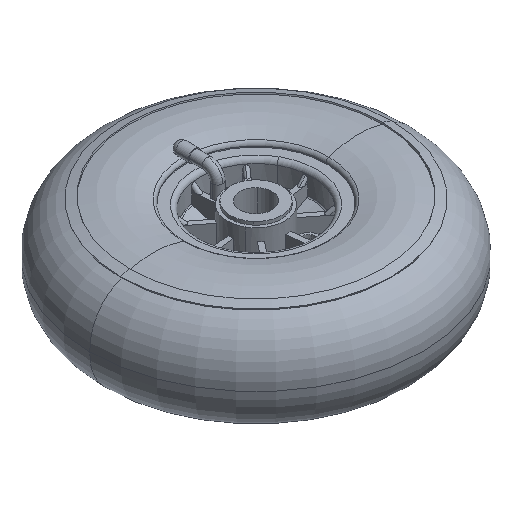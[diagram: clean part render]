
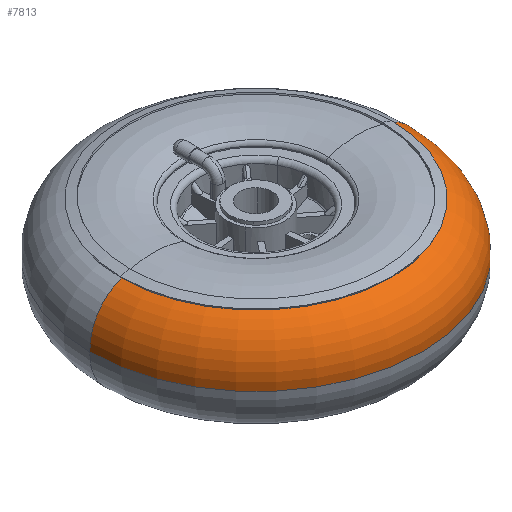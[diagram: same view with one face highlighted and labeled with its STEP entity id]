
A CAD part, isometric view. The second image highlights one B-rep face of the part: STEP entity #7813.
In plain terms, the highlighted toroidal (fillet/blend) face has major radius 91.336 mm and minor radius 38.712 mm.
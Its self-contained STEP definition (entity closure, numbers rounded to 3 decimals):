
#398 = CIRCLE ( 'NONE', #5599, 130. ) ;
#983 = VERTEX_POINT ( 'NONE', #1393 ) ;
#1107 = CARTESIAN_POINT ( 'NONE',  ( -37.918, 0., -105.592 ) ) ;
#1205 = DIRECTION ( 'NONE',  ( -1., 0., 0. ) ) ;
#1248 = VERTEX_POINT ( 'NONE', #5513 ) ;
#1393 = CARTESIAN_POINT ( 'NONE',  ( 0., 0., 130. ) ) ;
#2010 = AXIS2_PLACEMENT_3D ( 'NONE', #13217, #7183, #8378 ) ;
#2509 = VERTEX_POINT ( 'NONE', #1107 ) ;
#4358 = EDGE_CURVE ( 'NONE', #7430, #2509, #5189, .T. ) ;
#4370 = FACE_OUTER_BOUND ( 'NONE', #14893, .T. ) ;
#4599 = CARTESIAN_POINT ( 'NONE',  ( -1.927, 0., 0. ) ) ;
#4800 = EDGE_CURVE ( 'NONE', #2509, #1248, #10312, .T. ) ;
#5189 = CIRCLE ( 'NONE', #11883, 38.712 ) ;
#5206 = ORIENTED_EDGE ( 'NONE', *, *, #4358, .F. ) ;
#5513 = CARTESIAN_POINT ( 'NONE',  ( -37.918, 0., 105.592 ) ) ;
#5599 = AXIS2_PLACEMENT_3D ( 'NONE', #6121, #1205, #6014 ) ;
#6014 = DIRECTION ( 'NONE',  ( 0., 0., 1. ) ) ;
#6048 = ORIENTED_EDGE ( 'NONE', *, *, #7951, .T. ) ;
#6078 = TOROIDAL_SURFACE ( 'NONE', #14473, 91.336, 38.712 ) ;
#6121 = CARTESIAN_POINT ( 'NONE',  ( 0., 0., 0. ) ) ;
#7154 = DIRECTION ( 'NONE',  ( 0., 0., -1. ) ) ;
#7183 = DIRECTION ( 'NONE',  ( -1., 0., 0. ) ) ;
#7430 = VERTEX_POINT ( 'NONE', #14538 ) ;
#7438 = DIRECTION ( 'NONE',  ( 0., 1., 0. ) ) ;
#7813 = ADVANCED_FACE ( 'NONE', ( #4370 ), #6078, .T. ) ;
#7951 = EDGE_CURVE ( 'NONE', #7430, #983, #398, .T. ) ;
#8378 = DIRECTION ( 'NONE',  ( 0., 0., 1. ) ) ;
#8958 = EDGE_CURVE ( 'NONE', #983, #1248, #12592, .T. ) ;
#9368 = DIRECTION ( 'NONE',  ( -1., 0., 0. ) ) ;
#10312 = CIRCLE ( 'NONE', #2010, 105.592 ) ;
#10830 = CARTESIAN_POINT ( 'NONE',  ( -1.927, 0., 91.336 ) ) ;
#11204 = AXIS2_PLACEMENT_3D ( 'NONE', #10830, #13287, #7154 ) ;
#11883 = AXIS2_PLACEMENT_3D ( 'NONE', #13752, #7438, #14595 ) ;
#12592 = CIRCLE ( 'NONE', #11204, 38.712 ) ;
#13217 = CARTESIAN_POINT ( 'NONE',  ( -37.918, 0., 0. ) ) ;
#13258 = ORIENTED_EDGE ( 'NONE', *, *, #8958, .T. ) ;
#13287 = DIRECTION ( 'NONE',  ( 0., -1., 0. ) ) ;
#13616 = ORIENTED_EDGE ( 'NONE', *, *, #4800, .F. ) ;
#13752 = CARTESIAN_POINT ( 'NONE',  ( -1.927, 0., -91.336 ) ) ;
#14249 = DIRECTION ( 'NONE',  ( 0., 0., 1. ) ) ;
#14473 = AXIS2_PLACEMENT_3D ( 'NONE', #4599, #9368, #14249 ) ;
#14538 = CARTESIAN_POINT ( 'NONE',  ( 0., 0., -130. ) ) ;
#14595 = DIRECTION ( 'NONE',  ( 0., 0., 1. ) ) ;
#14893 = EDGE_LOOP ( 'NONE', ( #5206, #6048, #13258, #13616 ) ) ;
